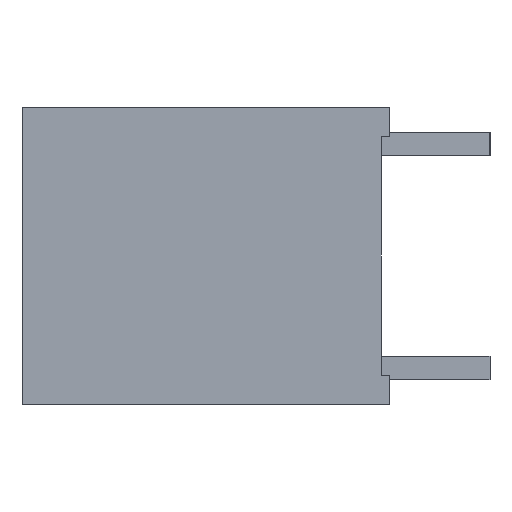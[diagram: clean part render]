
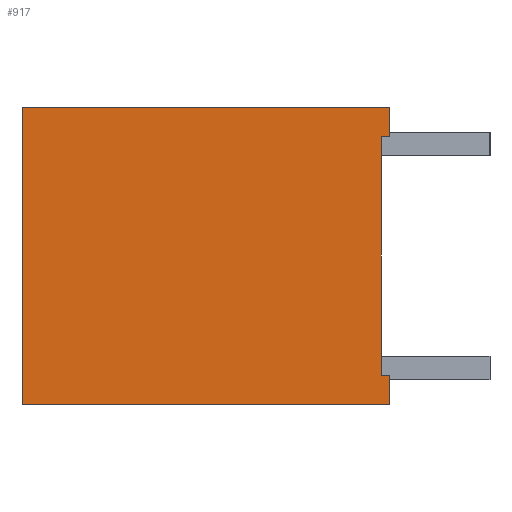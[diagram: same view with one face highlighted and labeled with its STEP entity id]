
A CAD part, left-side view. The second image highlights one B-rep face of the part: STEP entity #917.
In plain terms, the highlighted face is planar.
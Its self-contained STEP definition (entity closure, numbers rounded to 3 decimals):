
#62 = ORIENTED_EDGE ( 'NONE', *, *, #1441, .T. ) ;
#84 = EDGE_CURVE ( 'NONE', #635, #313, #838, .T. ) ;
#106 = ORIENTED_EDGE ( 'NONE', *, *, #1787, .T. ) ;
#113 = DIRECTION ( 'NONE',  ( 0., -1., 0. ) ) ;
#118 = DIRECTION ( 'NONE',  ( 0., -1., 0. ) ) ;
#132 = CARTESIAN_POINT ( 'NONE',  ( 28.5, 10.1, 12.2 ) ) ;
#198 = LINE ( 'NONE', #1400, #1163 ) ;
#235 = VERTEX_POINT ( 'NONE', #303 ) ;
#270 = CARTESIAN_POINT ( 'NONE',  ( 28.5, 0., 12.2 ) ) ;
#279 = VERTEX_POINT ( 'NONE', #1723 ) ;
#294 = AXIS2_PLACEMENT_3D ( 'NONE', #446, #1788, #1036 ) ;
#298 = LINE ( 'NONE', #1352, #1801 ) ;
#302 = VERTEX_POINT ( 'NONE', #811 ) ;
#303 = CARTESIAN_POINT ( 'NONE',  ( 28.5, 1., 0. ) ) ;
#308 = DIRECTION ( 'NONE',  ( 0., 0., 1. ) ) ;
#313 = VERTEX_POINT ( 'NONE', #505 ) ;
#314 = VECTOR ( 'NONE', #1774, 1000. ) ;
#357 = ORIENTED_EDGE ( 'NONE', *, *, #997, .F. ) ;
#360 = FACE_OUTER_BOUND ( 'NONE', #770, .T. ) ;
#408 = CARTESIAN_POINT ( 'NONE',  ( 28.5, 1., -0.3 ) ) ;
#434 = PLANE ( 'NONE',  #294 ) ;
#435 = ORIENTED_EDGE ( 'NONE', *, *, #787, .T. ) ;
#446 = CARTESIAN_POINT ( 'NONE',  ( 28.5, 0., 12.2 ) ) ;
#505 = CARTESIAN_POINT ( 'NONE',  ( 28.5, 9.1, -0.3 ) ) ;
#524 = ORIENTED_EDGE ( 'NONE', *, *, #84, .F. ) ;
#602 = LINE ( 'NONE', #408, #1643 ) ;
#606 = LINE ( 'NONE', #132, #959 ) ;
#635 = VERTEX_POINT ( 'NONE', #1755 ) ;
#735 = DIRECTION ( 'NONE',  ( 0., 0., -1. ) ) ;
#770 = EDGE_LOOP ( 'NONE', ( #62, #1639, #106, #435, #1424, #524, #357, #1818 ) ) ;
#787 = EDGE_CURVE ( 'NONE', #235, #1581, #1338, .T. ) ;
#811 = CARTESIAN_POINT ( 'NONE',  ( 28.5, 10.1, 12.2 ) ) ;
#819 = VERTEX_POINT ( 'NONE', #1078 ) ;
#838 = LINE ( 'NONE', #1447, #1876 ) ;
#917 = ADVANCED_FACE ( 'NONE', ( #360 ), #434, .F. ) ;
#959 = VECTOR ( 'NONE', #735, 1000. ) ;
#974 = EDGE_CURVE ( 'NONE', #279, #302, #298, .T. ) ;
#997 = EDGE_CURVE ( 'NONE', #302, #635, #606, .T. ) ;
#1016 = LINE ( 'NONE', #270, #1406 ) ;
#1036 = DIRECTION ( 'NONE',  ( 0., 0., 1. ) ) ;
#1078 = CARTESIAN_POINT ( 'NONE',  ( 28.5, 0., -0.3 ) ) ;
#1080 = CARTESIAN_POINT ( 'NONE',  ( 28.5, 9.1, 0. ) ) ;
#1163 = VECTOR ( 'NONE', #308, 1000. ) ;
#1220 = DIRECTION ( 'NONE',  ( 0., 1., 0. ) ) ;
#1323 = DIRECTION ( 'NONE',  ( 0., 0., -1. ) ) ;
#1338 = LINE ( 'NONE', #1935, #1556 ) ;
#1342 = VERTEX_POINT ( 'NONE', #1613 ) ;
#1352 = CARTESIAN_POINT ( 'NONE',  ( 28.5, 0., 12.2 ) ) ;
#1400 = CARTESIAN_POINT ( 'NONE',  ( 28.5, 9.1, -0.3 ) ) ;
#1406 = VECTOR ( 'NONE', #1323, 1000. ) ;
#1424 = ORIENTED_EDGE ( 'NONE', *, *, #1545, .F. ) ;
#1441 = EDGE_CURVE ( 'NONE', #279, #819, #1016, .T. ) ;
#1447 = CARTESIAN_POINT ( 'NONE',  ( 28.5, 10.1, -0.3 ) ) ;
#1473 = LINE ( 'NONE', #1924, #314 ) ;
#1486 = EDGE_CURVE ( 'NONE', #1342, #819, #602, .T. ) ;
#1545 = EDGE_CURVE ( 'NONE', #313, #1581, #198, .T. ) ;
#1556 = VECTOR ( 'NONE', #1785, 1000. ) ;
#1581 = VERTEX_POINT ( 'NONE', #1080 ) ;
#1613 = CARTESIAN_POINT ( 'NONE',  ( 28.5, 1., -0.3 ) ) ;
#1639 = ORIENTED_EDGE ( 'NONE', *, *, #1486, .F. ) ;
#1643 = VECTOR ( 'NONE', #118, 1000. ) ;
#1723 = CARTESIAN_POINT ( 'NONE',  ( 28.5, 0., 12.2 ) ) ;
#1755 = CARTESIAN_POINT ( 'NONE',  ( 28.5, 10.1, -0.3 ) ) ;
#1774 = DIRECTION ( 'NONE',  ( 0., 0., 1. ) ) ;
#1785 = DIRECTION ( 'NONE',  ( 0., 1., 0. ) ) ;
#1787 = EDGE_CURVE ( 'NONE', #1342, #235, #1473, .T. ) ;
#1788 = DIRECTION ( 'NONE',  ( -1., 0., 0. ) ) ;
#1801 = VECTOR ( 'NONE', #1220, 1000. ) ;
#1818 = ORIENTED_EDGE ( 'NONE', *, *, #974, .F. ) ;
#1876 = VECTOR ( 'NONE', #113, 1000. ) ;
#1924 = CARTESIAN_POINT ( 'NONE',  ( 28.5, 1., -0.3 ) ) ;
#1935 = CARTESIAN_POINT ( 'NONE',  ( 28.5, 0., 0. ) ) ;
